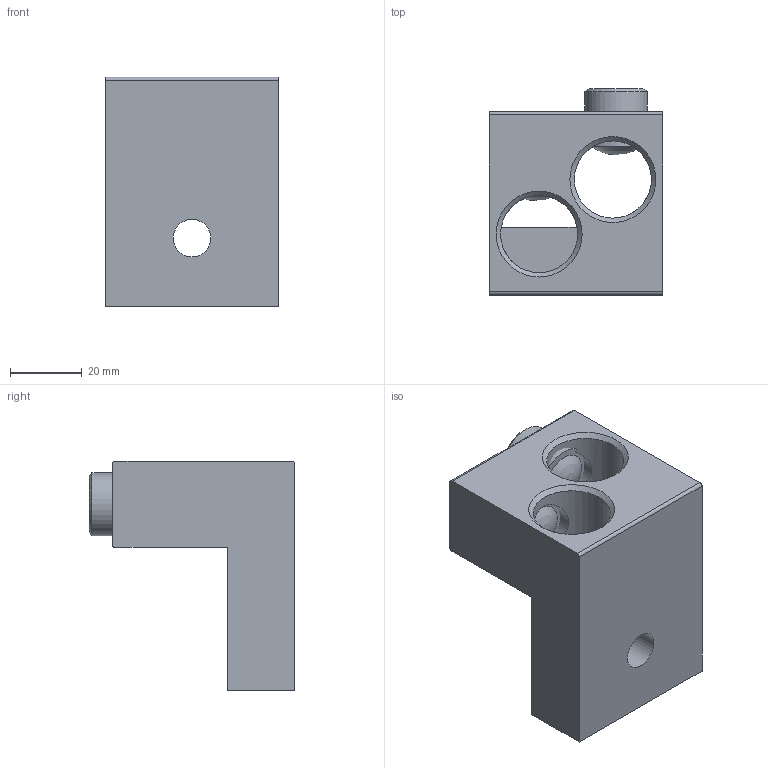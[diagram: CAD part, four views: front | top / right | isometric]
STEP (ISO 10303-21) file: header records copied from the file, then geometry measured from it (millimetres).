
FILE_DESCRIPTION(/* description */ (''),/* implementation_level */ '2;1');
FILE_NAME(/* name */ '2LS500-41-75.stp',/* time_stamp */ '2020-10-27T09:36:45-04:00',/* author */ ('DHiltner'),/* organization */ (''),/* preprocessor_version */ 'ST-DEVELOPER v17.2',/* originating_system */ 'Autodesk Inventor 2019',/* authorisation */ '');
FILE_SCHEMA (('AUTOMOTIVE_DESIGN { 1 0 10303 214 3 1 1 }'));
Length unit declared in the file: inch
Products named in the file (3): 2LS500-41-75; 2LS500-XX-XX; 1045A
Assembly tree (3 placements, depth 2):
  2LS500-41-75
    2LS500-XX-XX
    1045A  x2
Bounding box: 48.26 x 57.15 x 63.75 mm (x, y, z)
Volume: 74548.6 mm3; surface area: 21811.6 mm2
Topology: 3 solids, 3 shells, 55 faces, 135 edges, 91 vertices
Faces by surface type: plane 31, cylinder 14, cone 8, sphere 2
Full cylindrical faces by diameter (mm): 10.414 x1, 15.748 x2, 17.462 x2, 21.438 x2
Entity records: 1520 total; most frequent: CARTESIAN_POINT 383, DIRECTION 223, ORIENTED_EDGE 206, EDGE_CURVE 103, AXIS2_PLACEMENT_3D 85, VERTEX_POINT 70, EDGE_LOOP 57, LINE 53
